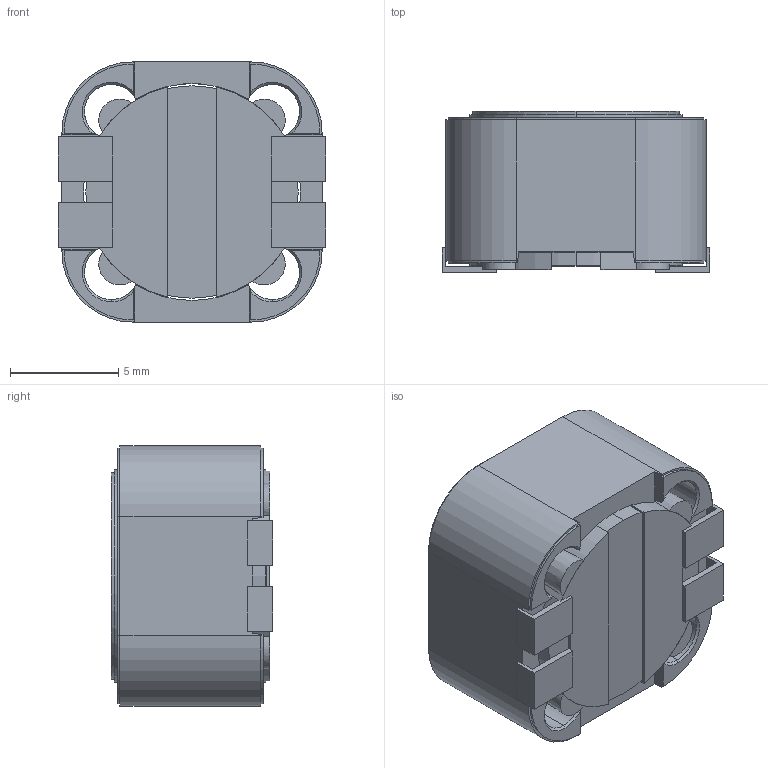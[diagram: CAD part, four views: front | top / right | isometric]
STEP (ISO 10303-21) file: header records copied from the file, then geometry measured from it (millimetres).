
FILE_DESCRIPTION (( 'STEP AP214' ), '1' );
FILE_NAME ('Iductor-CDRH-127.STEP', '2014-08-16T09:56:40', ( '' ), ( '' ), 'SwSTEP 2.0', 'SolidWorks 2013', '' );
FILE_SCHEMA (( 'AUTOMOTIVE_DESIGN' ));
Length unit declared in the file: millimetre
Products named in the file (1): Iductor-CDRH-127
Bounding box: 12.34 x 7.45 x 12 mm (x, y, z)
Volume: 837.4 mm3; surface area: 1242.8 mm2
Topology: 8 solids, 8 shells, 164 faces, 487 edges, 349 vertices
Faces by surface type: plane 102, cylinder 35, cone 27
Entity records: 6683 total; most frequent: CARTESIAN_POINT 1725, ORIENTED_EDGE 974, DIRECTION 857, EDGE_CURVE 487, VERTEX_POINT 349, LINE 291, VECTOR 291, AXIS2_PLACEMENT_3D 283
